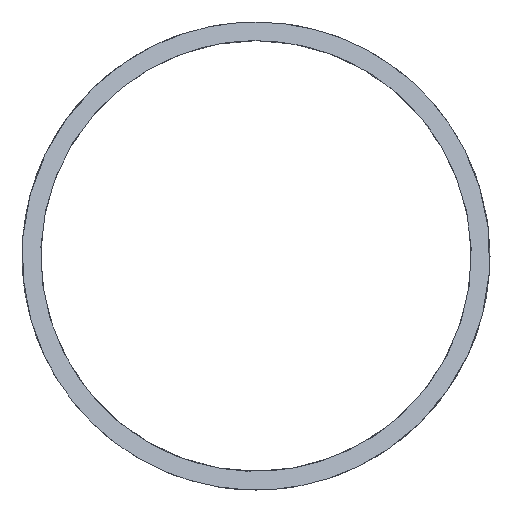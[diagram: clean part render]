
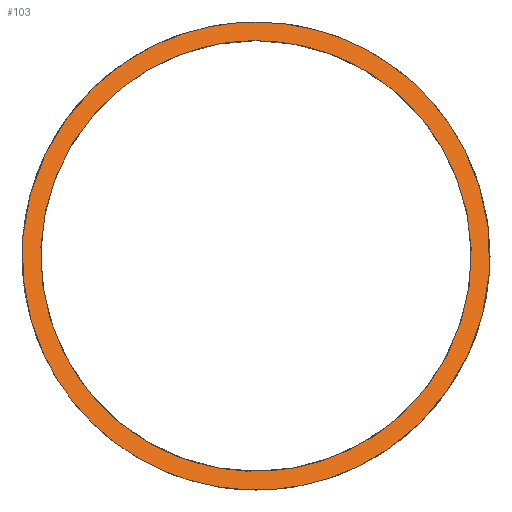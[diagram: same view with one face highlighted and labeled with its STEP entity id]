
A CAD part, front view. The second image highlights one B-rep face of the part: STEP entity #103.
In plain terms, the highlighted planar face has unit normal (0, -0.707, 0.707).
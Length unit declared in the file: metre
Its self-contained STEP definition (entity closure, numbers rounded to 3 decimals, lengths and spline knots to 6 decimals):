
#21=PLANE('',#126);
#42=ORIENTED_EDGE('',*,*,#44,.T.);
#43=ORIENTED_EDGE('',*,*,#50,.F.);
#44=EDGE_CURVE('',#52,#52,#60,.T.);
#50=EDGE_CURVE('',#58,#58,#61,.T.);
#52=VERTEX_POINT('',#152);
#58=VERTEX_POINT('',#205);
#60=ELLIPSE('',#118,0.032527,0.023);
#61=ELLIPSE('',#121,0.035355,0.025);
#76=EDGE_LOOP('',(#42));
#77=EDGE_LOOP('',(#43));
#92=FACE_BOUND('',#76,.T.);
#93=FACE_BOUND('',#77,.T.);
#103=ADVANCED_FACE('',(#92,#93),#21,.F.);
#118=AXIS2_PLACEMENT_3D('',#151,#131,#132);
#121=AXIS2_PLACEMENT_3D('',#204,#137,#138);
#126=AXIS2_PLACEMENT_3D('',#211,#147,#148);
#131=DIRECTION('',(0.,0.707,-0.707));
#132=DIRECTION('',(0.,0.707,0.707));
#137=DIRECTION('',(0.,0.707,-0.707));
#138=DIRECTION('',(0.,0.707,0.707));
#147=DIRECTION('',(0.,0.707,-0.707));
#148=DIRECTION('',(0.,0.707,0.707));
#151=CARTESIAN_POINT('',(0.,-0.975,0.));
#152=CARTESIAN_POINT('',(0.,-0.952,0.023));
#204=CARTESIAN_POINT('',(0.,-0.975,0.));
#205=CARTESIAN_POINT('',(0.,-0.95,0.025));
#211=CARTESIAN_POINT('',(-1.002507,-0.975,0.));
